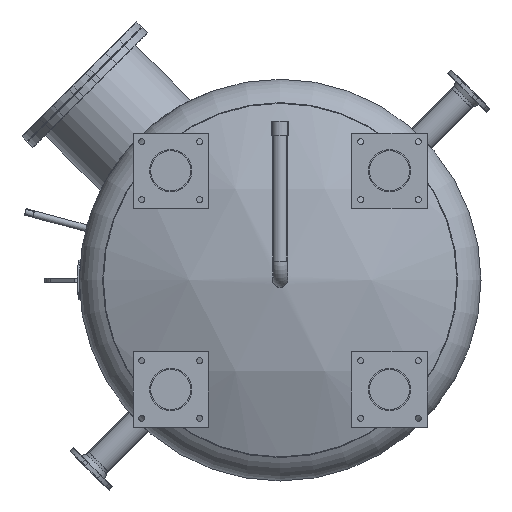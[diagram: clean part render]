
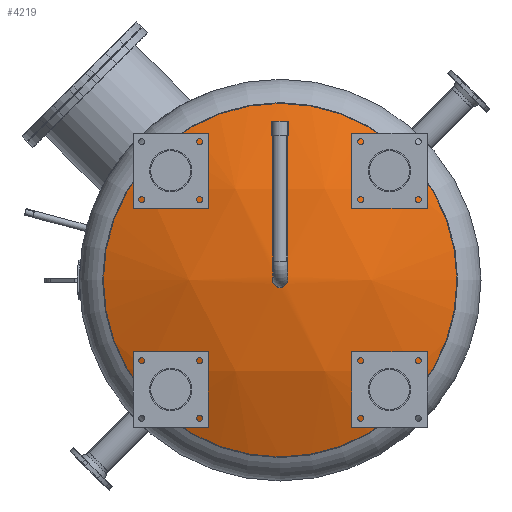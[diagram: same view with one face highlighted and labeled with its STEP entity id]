
A CAD part, front view. The second image highlights one B-rep face of the part: STEP entity #4219.
In plain terms, the highlighted spherical face has radius 1606.4 mm.
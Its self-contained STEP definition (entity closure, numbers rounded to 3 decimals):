
#394=FACE_BOUND('',#812,.T.);
#565=SPHERICAL_SURFACE('',#4915,1606.4);
#582=FACE_OUTER_BOUND('',#811,.T.);
#811=EDGE_LOOP('',(#2899,#2900));
#812=EDGE_LOOP('',(#2901));
#1661=CIRCLE('',#4906,30.15);
#1663=CIRCLE('',#4909,706.816);
#1664=CIRCLE('',#4910,706.816);
#1932=VERTEX_POINT('',#6830);
#1934=VERTEX_POINT('',#6836);
#1935=VERTEX_POINT('',#6837);
#2323=EDGE_CURVE('',#1932,#1932,#1661,.T.);
#2326=EDGE_CURVE('',#1934,#1935,#1663,.T.);
#2327=EDGE_CURVE('',#1935,#1934,#1664,.T.);
#2899=ORIENTED_EDGE('',*,*,#2326,.T.);
#2900=ORIENTED_EDGE('',*,*,#2327,.T.);
#2901=ORIENTED_EDGE('',*,*,#2323,.T.);
#4219=ADVANCED_FACE('',(#582,#394),#565,.T.);
#4906=AXIS2_PLACEMENT_3D('',#6831,#5475,#5476);
#4909=AXIS2_PLACEMENT_3D('',#6838,#5482,#5483);
#4910=AXIS2_PLACEMENT_3D('',#6839,#5484,#5485);
#4915=AXIS2_PLACEMENT_3D('',#6847,#5494,#5495);
#5475=DIRECTION('center_axis',(0.,-1.,0.));
#5476=DIRECTION('ref_axis',(1.,0.,0.));
#5482=DIRECTION('center_axis',(0.,1.,0.));
#5483=DIRECTION('ref_axis',(-1.,0.,0.));
#5484=DIRECTION('center_axis',(0.,1.,0.));
#5485=DIRECTION('ref_axis',(-1.,0.,0.));
#5494=DIRECTION('center_axis',(0.,0.,1.));
#5495=DIRECTION('ref_axis',(1.,0.,0.));
#6830=CARTESIAN_POINT('',(-30.15,338.405,0.));
#6831=CARTESIAN_POINT('Origin',(0.,338.405,0.));
#6836=CARTESIAN_POINT('',(-706.816,174.832,0.));
#6837=CARTESIAN_POINT('',(0.,174.832,-706.816));
#6838=CARTESIAN_POINT('Origin',(0.,174.832,
0.));
#6839=CARTESIAN_POINT('Origin',(0.,174.832,
0.));
#6847=CARTESIAN_POINT('Origin',(0.,-1267.712,0.));
